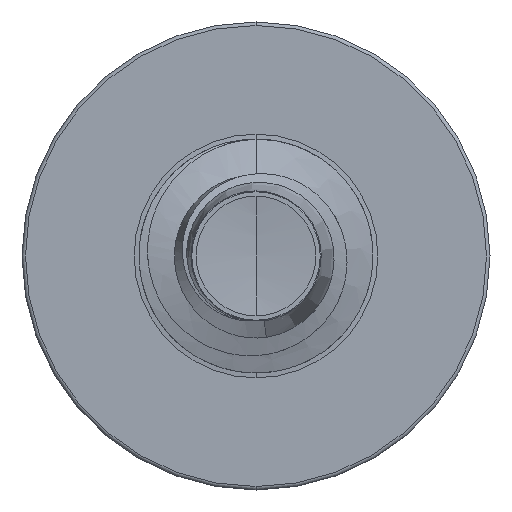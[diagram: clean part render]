
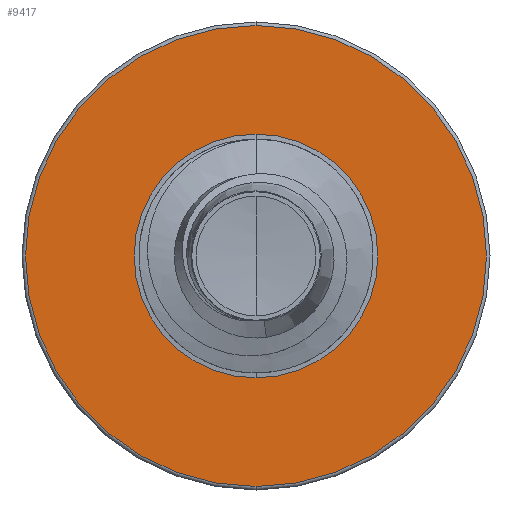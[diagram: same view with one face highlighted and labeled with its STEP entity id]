
A CAD part, front view. The second image highlights one B-rep face of the part: STEP entity #9417.
In plain terms, the highlighted planar face has unit normal (0, -1, 0).
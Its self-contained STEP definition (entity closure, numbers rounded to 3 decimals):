
#477 = AXIS2_PLACEMENT_3D ( 'NONE', #8249, #8243, #8241 ) ;
#502 = EDGE_LOOP ( 'NONE', ( #6370, #9540 ) ) ;
#710 = CARTESIAN_POINT ( 'NONE',  ( 0., 4., 2.955 ) ) ;
#873 = DIRECTION ( 'NONE',  ( 0., 0., 1. ) ) ;
#886 = DIRECTION ( 'NONE',  ( 0., 1., 0. ) ) ;
#903 = CARTESIAN_POINT ( 'NONE',  ( 0., 4., 0. ) ) ;
#932 = CIRCLE ( 'NONE', #7169, 2.955 ) ;
#1959 = EDGE_LOOP ( 'NONE', ( #8865, #4839 ) ) ;
#3744 = EDGE_CURVE ( 'NONE', #7208, #7479, #6002, .T. ) ;
#3780 = CARTESIAN_POINT ( 'NONE',  ( 0., 4., -2.955 ) ) ;
#4048 = AXIS2_PLACEMENT_3D ( 'NONE', #9640, #9679, #9634 ) ;
#4581 = CARTESIAN_POINT ( 'NONE',  ( 0., 4., 1.562 ) ) ;
#4839 = ORIENTED_EDGE ( 'NONE', *, *, #10004, .F. ) ;
#4856 = VERTEX_POINT ( 'NONE', #710 ) ;
#5318 = DIRECTION ( 'NONE',  ( 0., 0., 1. ) ) ;
#5406 = CARTESIAN_POINT ( 'NONE',  ( 0., 4., 0. ) ) ;
#5452 = DIRECTION ( 'NONE',  ( 0., 1., 0. ) ) ;
#5509 = CIRCLE ( 'NONE', #5549, 1.562 ) ;
#5549 = AXIS2_PLACEMENT_3D ( 'NONE', #6611, #6608, #6601 ) ;
#6002 = CIRCLE ( 'NONE', #9443, 1.562 ) ;
#6099 = FACE_BOUND ( 'NONE', #502, .T. ) ;
#6370 = ORIENTED_EDGE ( 'NONE', *, *, #7184, .T. ) ;
#6601 = DIRECTION ( 'NONE',  ( 0., 0., 1. ) ) ;
#6608 = DIRECTION ( 'NONE',  ( 0., 1., 0. ) ) ;
#6611 = CARTESIAN_POINT ( 'NONE',  ( 0., 4., 0. ) ) ;
#6643 = CARTESIAN_POINT ( 'NONE',  ( 0., 4., -1.562 ) ) ;
#7169 = AXIS2_PLACEMENT_3D ( 'NONE', #5406, #5452, #5318 ) ;
#7184 = EDGE_CURVE ( 'NONE', #7479, #7208, #5509, .T. ) ;
#7208 = VERTEX_POINT ( 'NONE', #6643 ) ;
#7479 = VERTEX_POINT ( 'NONE', #4581 ) ;
#7622 = VERTEX_POINT ( 'NONE', #3780 ) ;
#8241 = DIRECTION ( 'NONE',  ( 0., 0., 1. ) ) ;
#8243 = DIRECTION ( 'NONE',  ( 0., 1., 0. ) ) ;
#8249 = CARTESIAN_POINT ( 'NONE',  ( 0., 4., 0. ) ) ;
#8286 = FACE_OUTER_BOUND ( 'NONE', #1959, .T. ) ;
#8796 = EDGE_CURVE ( 'NONE', #4856, #7622, #932, .T. ) ;
#8865 = ORIENTED_EDGE ( 'NONE', *, *, #8796, .F. ) ;
#9417 = ADVANCED_FACE ( 'NONE', ( #8286, #6099 ), #9658, .F. ) ;
#9443 = AXIS2_PLACEMENT_3D ( 'NONE', #903, #886, #873 ) ;
#9540 = ORIENTED_EDGE ( 'NONE', *, *, #3744, .T. ) ;
#9634 = DIRECTION ( 'NONE',  ( 0., 0., 1. ) ) ;
#9640 = CARTESIAN_POINT ( 'NONE',  ( 0., 4., -1.562 ) ) ;
#9658 = PLANE ( 'NONE',  #4048 ) ;
#9679 = DIRECTION ( 'NONE',  ( 0., 1., 0. ) ) ;
#10004 = EDGE_CURVE ( 'NONE', #7622, #4856, #10403, .T. ) ;
#10403 = CIRCLE ( 'NONE', #477, 2.955 ) ;
